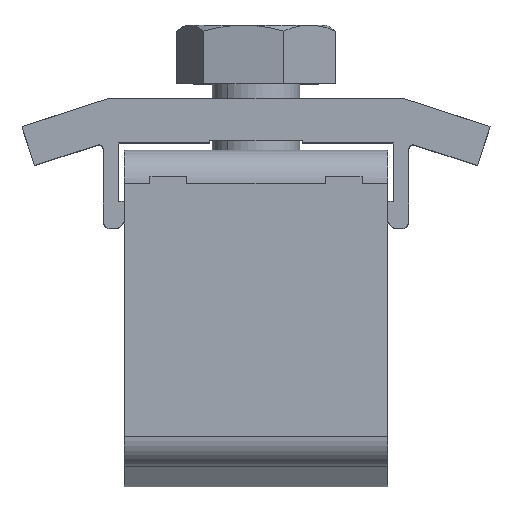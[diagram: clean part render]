
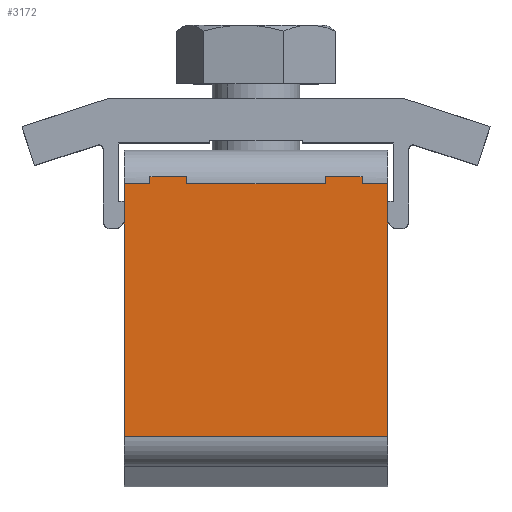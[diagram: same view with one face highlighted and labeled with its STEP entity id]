
A CAD part, top view. The second image highlights one B-rep face of the part: STEP entity #3172.
In plain terms, the highlighted planar face has unit normal (0, 0, 1).
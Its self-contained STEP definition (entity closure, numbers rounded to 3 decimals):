
#49 = ORIENTED_EDGE ( 'NONE', *, *, #145, .F. ) ;
#145 = EDGE_CURVE ( 'NONE', #5486, #4188, #2346, .T. ) ;
#192 = VERTEX_POINT ( 'NONE', #4399 ) ;
#284 = EDGE_CURVE ( 'NONE', #598, #3153, #2600, .T. ) ;
#539 = LINE ( 'NONE', #5182, #5811 ) ;
#568 = EDGE_CURVE ( 'NONE', #192, #1205, #3148, .T. ) ;
#598 = VERTEX_POINT ( 'NONE', #3817 ) ;
#614 = EDGE_LOOP ( 'NONE', ( #1259, #1751, #1524, #1950, #3213, #1035, #2749, #1437, #3281, #49, #2142, #5481 ) ) ;
#631 = EDGE_CURVE ( 'NONE', #1205, #2661, #3383, .T. ) ;
#637 = EDGE_CURVE ( 'NONE', #3363, #192, #3302, .T. ) ;
#674 = LINE ( 'NONE', #1302, #5862 ) ;
#680 = LINE ( 'NONE', #2553, #4707 ) ;
#682 = EDGE_CURVE ( 'NONE', #598, #3363, #3486, .T. ) ;
#688 = EDGE_CURVE ( 'NONE', #2661, #4971, #3498, .T. ) ;
#707 = CARTESIAN_POINT ( 'NONE',  ( -2.769, 1.669, 11.483 ) ) ;
#717 = EDGE_CURVE ( 'NONE', #4971, #1218, #3260, .T. ) ;
#860 = CARTESIAN_POINT ( 'NONE',  ( -7.519, 3.969, 11.483 ) ) ;
#914 = VERTEX_POINT ( 'NONE', #3058 ) ;
#1035 = ORIENTED_EDGE ( 'NONE', *, *, #717, .T. ) ;
#1205 = VERTEX_POINT ( 'NONE', #2786 ) ;
#1216 = CARTESIAN_POINT ( 'NONE',  ( -12.269, 1.669, 11.483 ) ) ;
#1218 = VERTEX_POINT ( 'NONE', #2886 ) ;
#1259 = ORIENTED_EDGE ( 'NONE', *, *, #682, .T. ) ;
#1273 = VERTEX_POINT ( 'NONE', #2747 ) ;
#1302 = CARTESIAN_POINT ( 'NONE',  ( -14.769, 0.362, 11.483 ) ) ;
#1378 = PLANE ( 'NONE',  #4476 ) ;
#1437 = ORIENTED_EDGE ( 'NONE', *, *, #5660, .T. ) ;
#1524 = ORIENTED_EDGE ( 'NONE', *, *, #568, .T. ) ;
#1698 = CARTESIAN_POINT ( 'NONE',  ( 1.481, -15.587, 11.483 ) ) ;
#1751 = ORIENTED_EDGE ( 'NONE', *, *, #637, .T. ) ;
#1950 = ORIENTED_EDGE ( 'NONE', *, *, #631, .T. ) ;
#2142 = ORIENTED_EDGE ( 'NONE', *, *, #5670, .T. ) ;
#2187 = DIRECTION ( 'NONE',  ( 1., 0., 0. ) ) ;
#2229 = CARTESIAN_POINT ( 'NONE',  ( -16.519, 1.669, 11.483 ) ) ;
#2346 = LINE ( 'NONE', #3934, #2371 ) ;
#2371 = VECTOR ( 'NONE', #4518, 1000. ) ;
#2389 = FACE_OUTER_BOUND ( 'NONE', #614, .T. ) ;
#2553 = CARTESIAN_POINT ( 'NONE',  ( -14.769, 2.162, 11.483 ) ) ;
#2600 = LINE ( 'NONE', #5861, #2711 ) ;
#2612 = DIRECTION ( 'NONE',  ( 0., 0., 1. ) ) ;
#2618 = DIRECTION ( 'NONE',  ( 0., -1., 0. ) ) ;
#2661 = VERTEX_POINT ( 'NONE', #707 ) ;
#2711 = VECTOR ( 'NONE', #5148, 1000. ) ;
#2747 = CARTESIAN_POINT ( 'NONE',  ( -14.769, 1.669, 11.483 ) ) ;
#2749 = ORIENTED_EDGE ( 'NONE', *, *, #5656, .T. ) ;
#2758 = CARTESIAN_POINT ( 'NONE',  ( -0.269, 0.362, 11.483 ) ) ;
#2786 = CARTESIAN_POINT ( 'NONE',  ( -2.769, 2.162, 11.483 ) ) ;
#2811 = LINE ( 'NONE', #5461, #5848 ) ;
#2886 = CARTESIAN_POINT ( 'NONE',  ( -12.269, 2.162, 11.483 ) ) ;
#3058 = CARTESIAN_POINT ( 'NONE',  ( -14.769, 2.162, 11.483 ) ) ;
#3108 = DIRECTION ( 'NONE',  ( 0., 1., 0. ) ) ;
#3111 = DIRECTION ( 'NONE',  ( -1., 0., 0. ) ) ;
#3133 = CARTESIAN_POINT ( 'NONE',  ( -7.519, 1.669, 11.483 ) ) ;
#3148 = LINE ( 'NONE', #4309, #3272 ) ;
#3153 = VERTEX_POINT ( 'NONE', #1698 ) ;
#3172 = ADVANCED_FACE ( 'NONE', ( #2389 ), #1378, .T. ) ;
#3210 = CARTESIAN_POINT ( 'NONE',  ( -12.269, 0.362, 11.483 ) ) ;
#3213 = ORIENTED_EDGE ( 'NONE', *, *, #688, .T. ) ;
#3222 = CARTESIAN_POINT ( 'NONE',  ( -7.519, 1.669, 11.483 ) ) ;
#3241 = DIRECTION ( 'NONE',  ( -1., 0., 0. ) ) ;
#3260 = LINE ( 'NONE', #3210, #5257 ) ;
#3272 = VECTOR ( 'NONE', #4615, 1000. ) ;
#3281 = ORIENTED_EDGE ( 'NONE', *, *, #5667, .T. ) ;
#3302 = LINE ( 'NONE', #2758, #3471 ) ;
#3363 = VERTEX_POINT ( 'NONE', #5241 ) ;
#3383 = LINE ( 'NONE', #3810, #5806 ) ;
#3471 = VECTOR ( 'NONE', #3495, 1000. ) ;
#3486 = LINE ( 'NONE', #3222, #3534 ) ;
#3495 = DIRECTION ( 'NONE',  ( 0., 1., 0. ) ) ;
#3498 = LINE ( 'NONE', #3133, #3578 ) ;
#3534 = VECTOR ( 'NONE', #3241, 1000. ) ;
#3578 = VECTOR ( 'NONE', #3111, 1000. ) ;
#3610 = CARTESIAN_POINT ( 'NONE',  ( -16.519, -15.587, 11.483 ) ) ;
#3791 = DIRECTION ( 'NONE',  ( 0., -1., 0. ) ) ;
#3810 = CARTESIAN_POINT ( 'NONE',  ( -2.769, 0.362, 11.483 ) ) ;
#3817 = CARTESIAN_POINT ( 'NONE',  ( 1.481, 1.669, 11.483 ) ) ;
#3934 = CARTESIAN_POINT ( 'NONE',  ( -16.519, 2.169, 11.483 ) ) ;
#4188 = VERTEX_POINT ( 'NONE', #2229 ) ;
#4309 = CARTESIAN_POINT ( 'NONE',  ( -2.769, 2.162, 11.483 ) ) ;
#4399 = CARTESIAN_POINT ( 'NONE',  ( -0.269, 2.162, 11.483 ) ) ;
#4476 = AXIS2_PLACEMENT_3D ( 'NONE', #860, #2612, #2618 ) ;
#4518 = DIRECTION ( 'NONE',  ( 0., 1., 0. ) ) ;
#4615 = DIRECTION ( 'NONE',  ( -1., 0., 0. ) ) ;
#4707 = VECTOR ( 'NONE', #5531, 1000. ) ;
#4971 = VERTEX_POINT ( 'NONE', #1216 ) ;
#5148 = DIRECTION ( 'NONE',  ( 0., -1., 0. ) ) ;
#5182 = CARTESIAN_POINT ( 'NONE',  ( -16.519, -15.587, 11.483 ) ) ;
#5241 = CARTESIAN_POINT ( 'NONE',  ( -0.269, 1.669, 11.483 ) ) ;
#5257 = VECTOR ( 'NONE', #3108, 1000. ) ;
#5389 = DIRECTION ( 'NONE',  ( -1., 0., 0. ) ) ;
#5443 = DIRECTION ( 'NONE',  ( 0., -1., 0. ) ) ;
#5461 = CARTESIAN_POINT ( 'NONE',  ( -7.519, 1.669, 11.483 ) ) ;
#5481 = ORIENTED_EDGE ( 'NONE', *, *, #284, .F. ) ;
#5486 = VERTEX_POINT ( 'NONE', #3610 ) ;
#5531 = DIRECTION ( 'NONE',  ( -1., 0., 0. ) ) ;
#5656 = EDGE_CURVE ( 'NONE', #1218, #914, #680, .T. ) ;
#5660 = EDGE_CURVE ( 'NONE', #914, #1273, #674, .T. ) ;
#5667 = EDGE_CURVE ( 'NONE', #1273, #4188, #2811, .T. ) ;
#5670 = EDGE_CURVE ( 'NONE', #5486, #3153, #539, .T. ) ;
#5806 = VECTOR ( 'NONE', #3791, 1000. ) ;
#5811 = VECTOR ( 'NONE', #2187, 1000. ) ;
#5848 = VECTOR ( 'NONE', #5389, 1000. ) ;
#5861 = CARTESIAN_POINT ( 'NONE',  ( 1.481, -17.681, 11.483 ) ) ;
#5862 = VECTOR ( 'NONE', #5443, 1000. ) ;
